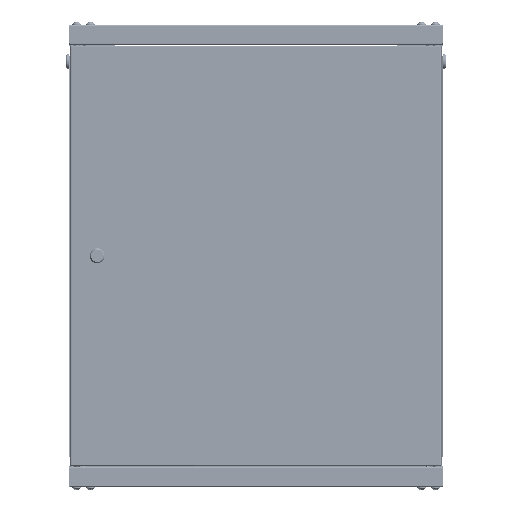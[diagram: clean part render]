
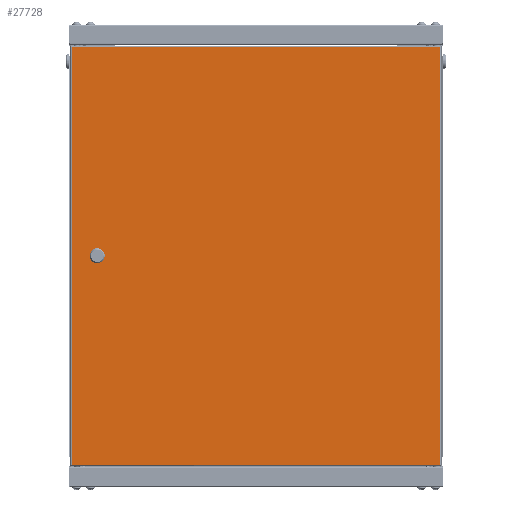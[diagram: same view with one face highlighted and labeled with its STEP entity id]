
A CAD part, top view. The second image highlights one B-rep face of the part: STEP entity #27728.
In plain terms, the highlighted planar face has unit normal (0, 0, 1).
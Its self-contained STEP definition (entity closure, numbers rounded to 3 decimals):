
#1297 = VECTOR ( 'NONE', #43594, 1000. ) ;
#2756 = VERTEX_POINT ( 'NONE', #6994 ) ;
#2949 = LINE ( 'NONE', #85757, #46713 ) ;
#6994 = CARTESIAN_POINT ( 'NONE',  ( -246.75, 4.71, 0. ) ) ;
#11979 = PLANE ( 'NONE',  #18329 ) ;
#12209 = EDGE_CURVE ( 'NONE', #2756, #31937, #14456, .T. ) ;
#13185 = AXIS2_PLACEMENT_3D ( 'NONE', #31037, #25912, #89008 ) ;
#14456 = CIRCLE ( 'NONE', #77636, 9.5 ) ;
#18018 = CARTESIAN_POINT ( 'NONE',  ( -263.25, 4.71, 0. ) ) ;
#18329 = AXIS2_PLACEMENT_3D ( 'NONE', #62535, #69899, #20685 ) ;
#20685 = DIRECTION ( 'NONE',  ( -1., 0., 0. ) ) ;
#23785 = ORIENTED_EDGE ( 'NONE', *, *, #61935, .F. ) ;
#24182 = ORIENTED_EDGE ( 'NONE', *, *, #36418, .F. ) ;
#24240 = CARTESIAN_POINT ( 'NONE',  ( -255., 0., 0. ) ) ;
#25912 = DIRECTION ( 'NONE',  ( 0., 0., 1. ) ) ;
#26666 = VERTEX_POINT ( 'NONE', #84157 ) ;
#27393 = VERTEX_POINT ( 'NONE', #35005 ) ;
#27447 = CARTESIAN_POINT ( 'NONE',  ( -296.929, -335.5, 0. ) ) ;
#27728 = ADVANCED_FACE ( 'NONE', ( #53757, #47312 ), #11979, .F. ) ;
#28349 = LINE ( 'NONE', #27447, #61225 ) ;
#29306 = CARTESIAN_POINT ( 'NONE',  ( -296., 335.5, 0. ) ) ;
#30705 = LINE ( 'NONE', #50945, #1297 ) ;
#30860 = DIRECTION ( 'NONE',  ( 0., -1., 0. ) ) ;
#31037 = CARTESIAN_POINT ( 'NONE',  ( -255., 0., 0. ) ) ;
#31937 = VERTEX_POINT ( 'NONE', #51765 ) ;
#32136 = CARTESIAN_POINT ( 'NONE',  ( 296., -335.5, 0. ) ) ;
#33377 = DIRECTION ( 'NONE',  ( 0., 0., 1. ) ) ;
#34017 = LINE ( 'NONE', #83757, #80785 ) ;
#35005 = CARTESIAN_POINT ( 'NONE',  ( -263.25, -4.71, 0. ) ) ;
#35276 = DIRECTION ( 'NONE',  ( 1., 0., 0. ) ) ;
#35492 = ORIENTED_EDGE ( 'NONE', *, *, #43433, .T. ) ;
#36418 = EDGE_CURVE ( 'NONE', #45835, #2756, #2949, .T. ) ;
#41961 = EDGE_CURVE ( 'NONE', #89114, #51228, #52318, .T. ) ;
#42462 = CARTESIAN_POINT ( 'NONE',  ( -296., -335.5, 0. ) ) ;
#43433 = EDGE_CURVE ( 'NONE', #51228, #90558, #28349, .T. ) ;
#43594 = DIRECTION ( 'NONE',  ( 0., 1., 0. ) ) ;
#44368 = CARTESIAN_POINT ( 'NONE',  ( -246.75, -4.71, 0. ) ) ;
#44815 = ORIENTED_EDGE ( 'NONE', *, *, #12209, .F. ) ;
#45835 = VERTEX_POINT ( 'NONE', #44368 ) ;
#46713 = VECTOR ( 'NONE', #78405, 1000. ) ;
#47312 = FACE_OUTER_BOUND ( 'NONE', #51960, .T. ) ;
#48111 = VECTOR ( 'NONE', #30860, 1000. ) ;
#50945 = CARTESIAN_POINT ( 'NONE',  ( 296., -336.429, 0. ) ) ;
#50990 = EDGE_LOOP ( 'NONE', ( #64379, #44815, #24182, #23785 ) ) ;
#51228 = VERTEX_POINT ( 'NONE', #42462 ) ;
#51765 = CARTESIAN_POINT ( 'NONE',  ( -263.25, 4.71, 0. ) ) ;
#51960 = EDGE_LOOP ( 'NONE', ( #35492, #73062, #84797, #60111 ) ) ;
#52318 = LINE ( 'NONE', #86442, #66914 ) ;
#53757 = FACE_BOUND ( 'NONE', #50990, .T. ) ;
#57621 = DIRECTION ( 'NONE',  ( 1., 0., 0. ) ) ;
#60085 = EDGE_CURVE ( 'NONE', #31937, #27393, #60306, .T. ) ;
#60111 = ORIENTED_EDGE ( 'NONE', *, *, #41961, .T. ) ;
#60306 = LINE ( 'NONE', #18018, #48111 ) ;
#60718 = DIRECTION ( 'NONE',  ( -1., 0., 0. ) ) ;
#61225 = VECTOR ( 'NONE', #35276, 1000. ) ;
#61935 = EDGE_CURVE ( 'NONE', #27393, #45835, #83721, .T. ) ;
#62468 = EDGE_CURVE ( 'NONE', #90558, #26666, #30705, .T. ) ;
#62535 = CARTESIAN_POINT ( 'NONE',  ( 0., 0., 0. ) ) ;
#64379 = ORIENTED_EDGE ( 'NONE', *, *, #60085, .F. ) ;
#66914 = VECTOR ( 'NONE', #80468, 1000. ) ;
#69899 = DIRECTION ( 'NONE',  ( 0., 0., -1. ) ) ;
#73062 = ORIENTED_EDGE ( 'NONE', *, *, #62468, .T. ) ;
#77636 = AXIS2_PLACEMENT_3D ( 'NONE', #24240, #33377, #57621 ) ;
#78405 = DIRECTION ( 'NONE',  ( 0., 1., 0. ) ) ;
#80428 = EDGE_CURVE ( 'NONE', #26666, #89114, #34017, .T. ) ;
#80468 = DIRECTION ( 'NONE',  ( 0., -1., 0. ) ) ;
#80785 = VECTOR ( 'NONE', #60718, 1000. ) ;
#83721 = CIRCLE ( 'NONE', #13185, 9.5 ) ;
#83757 = CARTESIAN_POINT ( 'NONE',  ( 296.929, 335.5, 0. ) ) ;
#84157 = CARTESIAN_POINT ( 'NONE',  ( 296., 335.5, 0. ) ) ;
#84797 = ORIENTED_EDGE ( 'NONE', *, *, #80428, .T. ) ;
#85757 = CARTESIAN_POINT ( 'NONE',  ( -246.75, 4.71, 0. ) ) ;
#86442 = CARTESIAN_POINT ( 'NONE',  ( -296., 336.429, 0. ) ) ;
#89008 = DIRECTION ( 'NONE',  ( 1., 0., 0. ) ) ;
#89114 = VERTEX_POINT ( 'NONE', #29306 ) ;
#90558 = VERTEX_POINT ( 'NONE', #32136 ) ;
